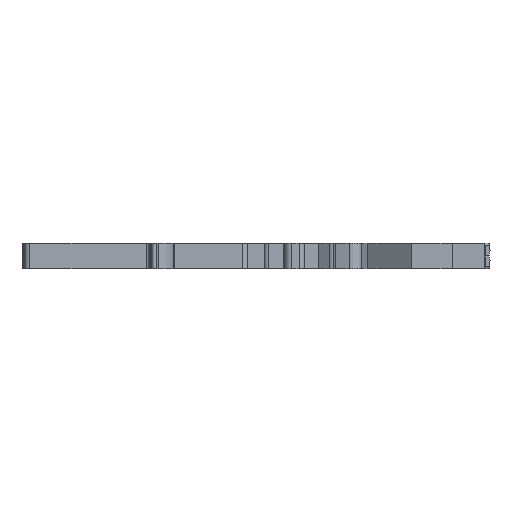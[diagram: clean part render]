
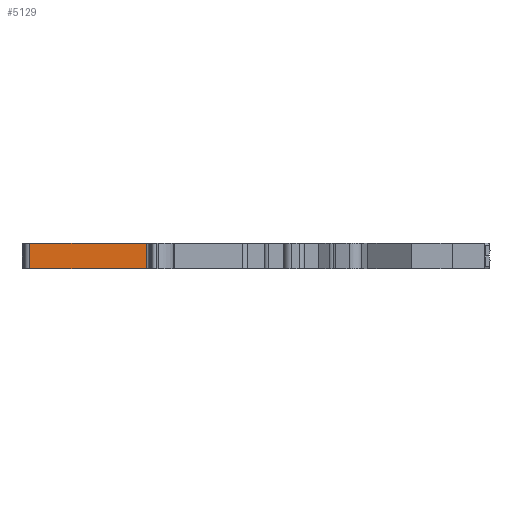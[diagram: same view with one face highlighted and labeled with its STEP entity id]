
A CAD part, front view. The second image highlights one B-rep face of the part: STEP entity #5129.
In plain terms, the highlighted planar face has unit normal (0, -1, 0).
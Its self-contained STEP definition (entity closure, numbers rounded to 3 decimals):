
#1597=DIRECTION('',(-1.,0.,0.));
#1598=VECTOR('',#1597,22.8);
#1599=CARTESIAN_POINT('',(-21.25,-34.,-2.5));
#1600=LINE('',#1599,#1598);
#1601=DIRECTION('',(1.,0.,0.));
#1602=VECTOR('',#1601,22.8);
#1603=CARTESIAN_POINT('',(-44.05,-34.,2.5));
#1604=LINE('',#1603,#1602);
#1605=DIRECTION('',(0.,0.,-1.));
#1606=VECTOR('',#1605,5.);
#1607=CARTESIAN_POINT('',(-21.25,-34.,2.5));
#1608=LINE('',#1607,#1606);
#1609=DIRECTION('',(0.,0.,-1.));
#1610=VECTOR('',#1609,5.);
#1611=CARTESIAN_POINT('',(-44.05,-34.,2.5));
#1612=LINE('',#1611,#1610);
#2667=CARTESIAN_POINT('',(-44.05,-34.,-2.5));
#2668=VERTEX_POINT('',#2667);
#2669=CARTESIAN_POINT('',(-21.25,-34.,-2.5));
#2670=VERTEX_POINT('',#2669);
#3211=CARTESIAN_POINT('',(-21.25,-34.,2.5));
#3212=VERTEX_POINT('',#3211);
#3213=CARTESIAN_POINT('',(-44.05,-34.,2.5));
#3214=VERTEX_POINT('',#3213);
#5117=CARTESIAN_POINT('',(-32.65,-34.,0.));
#5118=DIRECTION('',(0.,1.,0.));
#5119=DIRECTION('',(1.,0.,0.));
#5120=AXIS2_PLACEMENT_3D('',#5117,#5118,#5119);
#5121=PLANE('',#5120);
#5122=ORIENTED_EDGE('',*,*,#3654,.T.);
#5124=ORIENTED_EDGE('',*,*,#5123,.F.);
#5125=ORIENTED_EDGE('',*,*,#3972,.T.);
#5126=ORIENTED_EDGE('',*,*,#5110,.T.);
#5127=EDGE_LOOP('',(#5122,#5124,#5125,#5126));
#5128=FACE_OUTER_BOUND('',#5127,.F.);
#3654=EDGE_CURVE('',#2670,#2668,#1600,.T.);
#3972=EDGE_CURVE('',#3214,#3212,#1604,.T.);
#5110=EDGE_CURVE('',#3212,#2670,#1608,.T.);
#5123=EDGE_CURVE('',#3214,#2668,#1612,.T.);
#5129=ADVANCED_FACE('',(#5128),#5121,.F.);
